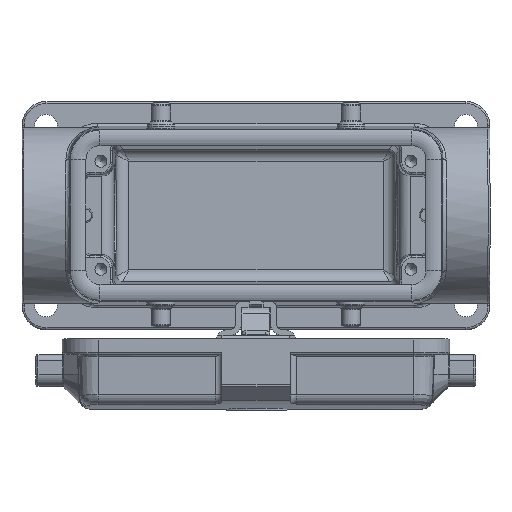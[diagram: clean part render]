
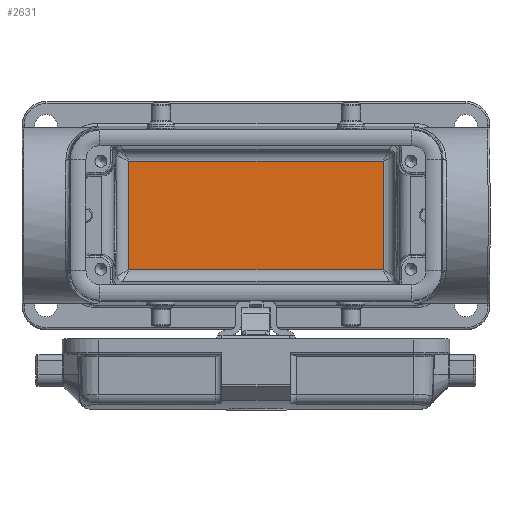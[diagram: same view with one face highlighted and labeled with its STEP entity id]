
A CAD part, top view. The second image highlights one B-rep face of the part: STEP entity #2631.
In plain terms, the highlighted planar face has unit normal (0, 0, 1).
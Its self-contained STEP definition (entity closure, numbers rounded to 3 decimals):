
#1427=PLANE('',#18823);
#1917=FACE_OUTER_BOUND('',#4660,.T.);
#2631=ADVANCED_FACE('',(#1917),#1427,.F.);
#4660=EDGE_LOOP('',(#7044,#7045,#7046,#7047));
#7044=ORIENTED_EDGE('',*,*,#11369,.T.);
#7045=ORIENTED_EDGE('',*,*,#11370,.T.);
#7046=ORIENTED_EDGE('',*,*,#11371,.T.);
#7047=ORIENTED_EDGE('',*,*,#11372,.T.);
#9788=VERTEX_POINT('',#29748);
#9789=VERTEX_POINT('',#29749);
#9790=VERTEX_POINT('',#29751);
#9791=VERTEX_POINT('',#29753);
#11369=EDGE_CURVE('',#9788,#9789,#15041,.T.);
#11370=EDGE_CURVE('',#9789,#9790,#15042,.T.);
#11371=EDGE_CURVE('',#9790,#9791,#15043,.T.);
#11372=EDGE_CURVE('',#9791,#9788,#15044,.T.);
#15041=LINE('',#29747,#16246);
#15042=LINE('',#29750,#16247);
#15043=LINE('',#29752,#16248);
#15044=LINE('',#29754,#16249);
#16246=VECTOR('',#21639,1.);
#16247=VECTOR('',#21640,1.);
#16248=VECTOR('',#21641,1.);
#16249=VECTOR('',#21642,1.);
#18823=AXIS2_PLACEMENT_3D('',#29755,#21643,#21644);
#21639=DIRECTION('',(1.,0.,0.));
#21640=DIRECTION('',(0.,1.,0.));
#21641=DIRECTION('',(-1.,0.,0.));
#21642=DIRECTION('',(0.,-1.,0.));
#21643=DIRECTION('',(0.,0.,-1.));
#21644=DIRECTION('',(-1.,0.,0.));
#29747=CARTESIAN_POINT('',(34.75,-13.567,-65.25));
#29748=CARTESIAN_POINT('',(-31.804,-13.567,-65.25));
#29749=CARTESIAN_POINT('',(31.804,-13.567,-65.25));
#29750=CARTESIAN_POINT('',(31.804,15.,-65.25));
#29751=CARTESIAN_POINT('',(31.804,13.567,-65.25));
#29752=CARTESIAN_POINT('',(34.75,13.567,-65.25));
#29753=CARTESIAN_POINT('',(-31.804,13.567,-65.25));
#29754=CARTESIAN_POINT('',(-31.804,-15.,-65.25));
#29755=CARTESIAN_POINT('',(34.75,-17.75,-65.25));
